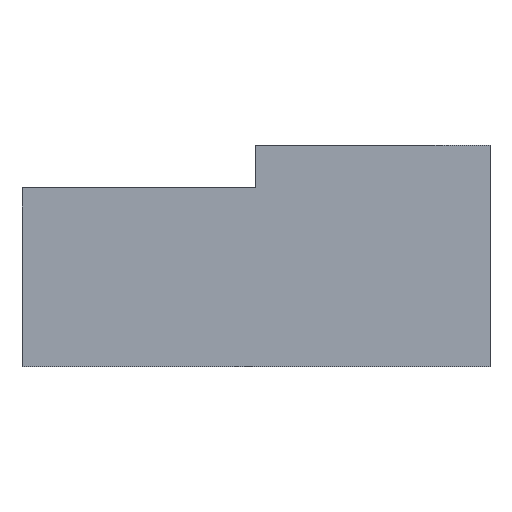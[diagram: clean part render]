
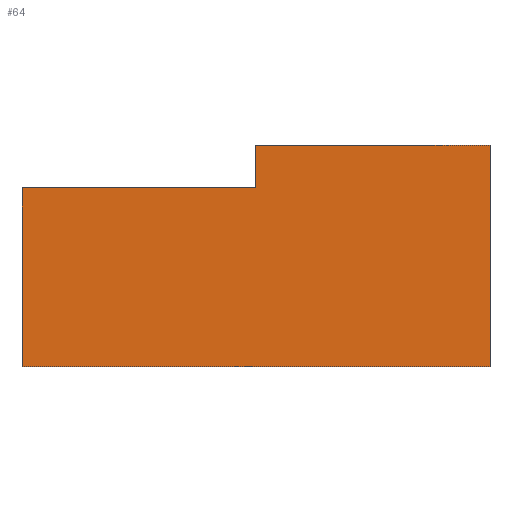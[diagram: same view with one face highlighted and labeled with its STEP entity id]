
A CAD part, front view. The second image highlights one B-rep face of the part: STEP entity #64.
In plain terms, the highlighted planar face has unit normal (0, -1, 0).
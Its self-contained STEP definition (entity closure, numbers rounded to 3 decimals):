
#4 = ORIENTED_EDGE ( 'NONE', *, *, #137, .F. ) ;
#6 = DIRECTION ( 'NONE',  ( 1., 0., 0. ) ) ;
#10 = EDGE_CURVE ( 'NONE', #16, #167, #245, .T. ) ;
#16 = VERTEX_POINT ( 'NONE', #111 ) ;
#21 = ORIENTED_EDGE ( 'NONE', *, *, #132, .T. ) ;
#24 = EDGE_CURVE ( 'NONE', #128, #167, #70, .T. ) ;
#25 = ORIENTED_EDGE ( 'NONE', *, *, #24, .T. ) ;
#27 = VERTEX_POINT ( 'NONE', #225 ) ;
#33 = CARTESIAN_POINT ( 'NONE',  ( 527.376, -1272.186, 52. ) ) ;
#36 = DIRECTION ( 'NONE',  ( 0., 0., 1. ) ) ;
#38 = VECTOR ( 'NONE', #94, 1000. ) ;
#40 = ORIENTED_EDGE ( 'NONE', *, *, #91, .F. ) ;
#61 = VECTOR ( 'NONE', #148, 1000. ) ;
#64 = ADVANCED_FACE ( 'NONE', ( #151 ), #77, .F. ) ;
#66 = ORIENTED_EDGE ( 'NONE', *, *, #75, .F. ) ;
#70 = LINE ( 'NONE', #85, #201 ) ;
#75 = EDGE_CURVE ( 'NONE', #27, #110, #129, .T. ) ;
#77 = PLANE ( 'NONE',  #238 ) ;
#78 = CARTESIAN_POINT ( 'NONE',  ( 582.376, -1272.186, 52. ) ) ;
#85 = CARTESIAN_POINT ( 'NONE',  ( 527.376, -1272.186, 0. ) ) ;
#86 = ORIENTED_EDGE ( 'NONE', *, *, #10, .F. ) ;
#91 = EDGE_CURVE ( 'NONE', #204, #16, #168, .T. ) ;
#93 = CARTESIAN_POINT ( 'NONE',  ( 527.376, -1272.186, 52. ) ) ;
#94 = DIRECTION ( 'NONE',  ( 1., 0., 0. ) ) ;
#96 = CARTESIAN_POINT ( 'NONE',  ( 527.376, -1272.186, 42. ) ) ;
#110 = VERTEX_POINT ( 'NONE', #130 ) ;
#111 = CARTESIAN_POINT ( 'NONE',  ( 637.376, -1272.186, 52. ) ) ;
#113 = DIRECTION ( 'NONE',  ( 0., 0., -1. ) ) ;
#115 = DIRECTION ( 'NONE',  ( 1., 0., 0. ) ) ;
#116 = VECTOR ( 'NONE', #115, 1000. ) ;
#128 = VERTEX_POINT ( 'NONE', #213 ) ;
#129 = LINE ( 'NONE', #96, #38 ) ;
#130 = CARTESIAN_POINT ( 'NONE',  ( 582.376, -1272.186, 42. ) ) ;
#132 = EDGE_CURVE ( 'NONE', #27, #128, #174, .T. ) ;
#133 = VECTOR ( 'NONE', #113, 1000. ) ;
#135 = DIRECTION ( 'NONE',  ( 0., 1., 0. ) ) ;
#137 = EDGE_CURVE ( 'NONE', #110, #204, #228, .T. ) ;
#148 = DIRECTION ( 'NONE',  ( 0., 0., -1. ) ) ;
#151 = FACE_OUTER_BOUND ( 'NONE', #163, .T. ) ;
#163 = EDGE_LOOP ( 'NONE', ( #40, #4, #66, #21, #25, #86 ) ) ;
#167 = VERTEX_POINT ( 'NONE', #214 ) ;
#168 = LINE ( 'NONE', #194, #116 ) ;
#174 = LINE ( 'NONE', #93, #133 ) ;
#185 = CARTESIAN_POINT ( 'NONE',  ( 637.376, -1272.186, 52. ) ) ;
#194 = CARTESIAN_POINT ( 'NONE',  ( 527.376, -1272.186, 52. ) ) ;
#201 = VECTOR ( 'NONE', #6, 1000. ) ;
#204 = VERTEX_POINT ( 'NONE', #78 ) ;
#208 = DIRECTION ( 'NONE',  ( 0., 0., 1. ) ) ;
#210 = VECTOR ( 'NONE', #208, 1000. ) ;
#213 = CARTESIAN_POINT ( 'NONE',  ( 527.376, -1272.186, 0. ) ) ;
#214 = CARTESIAN_POINT ( 'NONE',  ( 637.376, -1272.186, 0. ) ) ;
#225 = CARTESIAN_POINT ( 'NONE',  ( 527.376, -1272.186, 42. ) ) ;
#228 = LINE ( 'NONE', #250, #210 ) ;
#238 = AXIS2_PLACEMENT_3D ( 'NONE', #33, #135, #36 ) ;
#245 = LINE ( 'NONE', #185, #61 ) ;
#250 = CARTESIAN_POINT ( 'NONE',  ( 582.376, -1272.186, 42. ) ) ;
